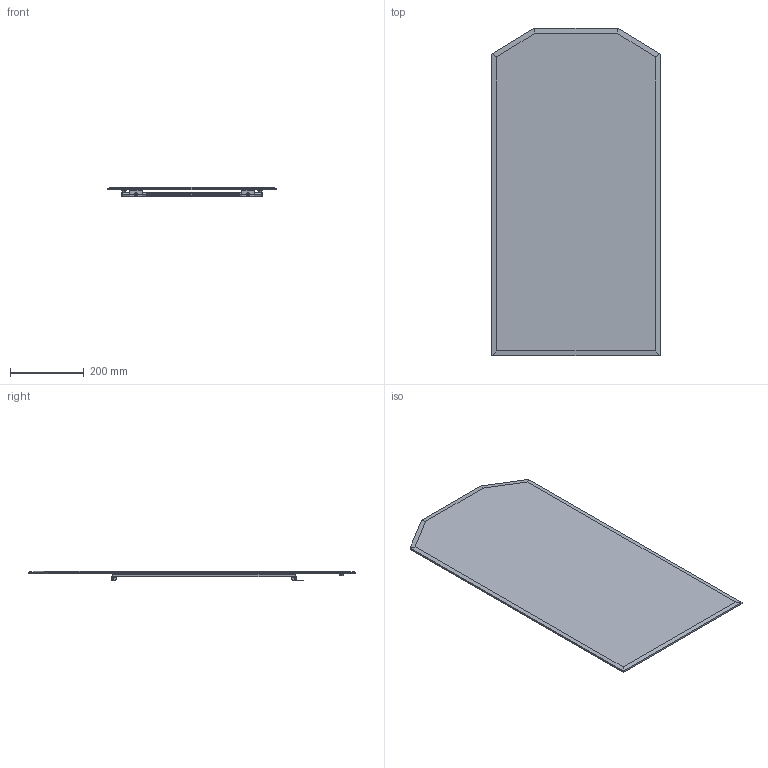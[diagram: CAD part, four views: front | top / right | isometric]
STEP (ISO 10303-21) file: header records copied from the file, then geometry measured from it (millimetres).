
FILE_DESCRIPTION((''),'2;1');
FILE_NAME('641N_ASM','2015-01-09T',('rsmith'),(''),'PRO/ENGINEER BY PARAMETRIC TECHNOLOGY CORPORATION, 2013150','PRO/ENGINEER BY PARAMETRIC TECHNOLOGY CORPORATION, 2013150','');
FILE_SCHEMA(('CONFIG_CONTROL_DESIGN'));
Length unit declared in the file: inch
Products named in the file (8): 92393; MTM-002_ASM; MTM-011; 92398; MTM-003; C0641; 91477; 641N_ASM
Assembly tree (13 placements, depth 3):
  641N_ASM
    MTM-002_ASM
      92393
    MTM-011  x2
    92398  x4
    MTM-003  x2
    C0641
    91477  x2
Bounding box: 457.2 x 889 x 24.69 mm (x, y, z)
Volume: 2626056.2 mm3; surface area: 969905.1 mm2
Topology: 12 solids, 16 shells, 704 faces, 2004 edges, 1322 vertices
Faces by surface type: cylinder 374, plane 174, bspline 80, cone 44, sphere 16, torus 16
Entity records: 19490 total; most frequent: CARTESIAN_POINT 12745, ORIENTED_EDGE 1542, DIRECTION 1088, EDGE_CURVE 775, VERTEX_POINT 504, AXIS2_PLACEMENT_3D 382, B_SPLINE_CURVE_WITH_KNOTS 337, VECTOR 324
